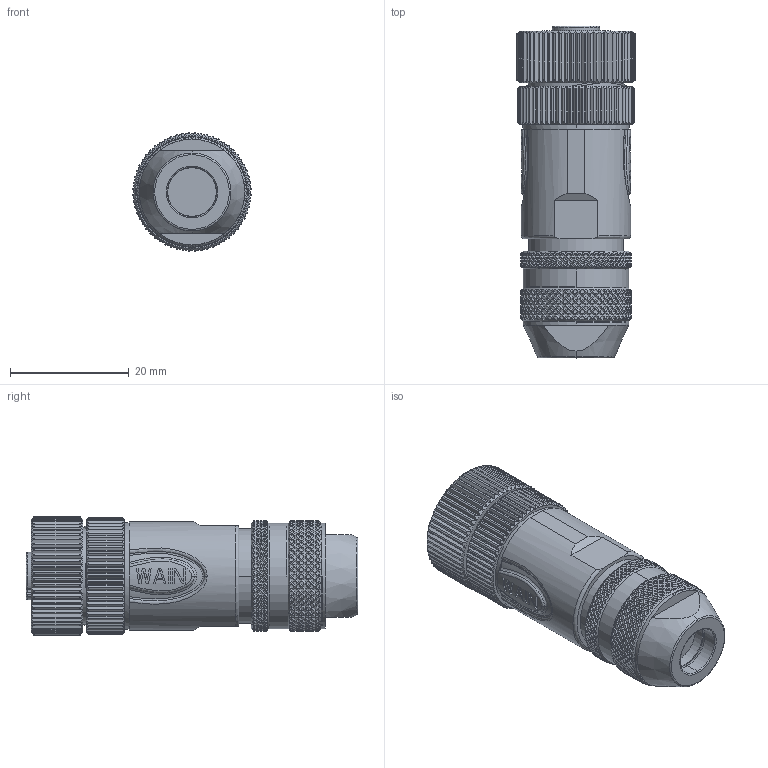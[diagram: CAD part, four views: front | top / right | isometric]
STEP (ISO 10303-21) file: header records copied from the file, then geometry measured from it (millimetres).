
FILE_DESCRIPTION((''),'2;1');
FILE_NAME('2D_1630034232501_M12-FST03A-T-D','2024-03-16T',('12262'),(''),'PRO/ENGINEER BY PARAMETRIC TECHNOLOGY CORPORATION, 2012480','PRO/ENGINEER BY PARAMETRIC TECHNOLOGY CORPORATION, 2012480','');
FILE_SCHEMA(('CONFIG_CONTROL_DESIGN'));
Products named in the file (1): 2D_1630034232501_M12-FST03A-T-D
Bounding box: 19.98 x 56 x 19.98 mm (x, y, z)
Volume: 13610.6 mm3; surface area: 5745.7 mm2
Topology: 1 solids, 1 shells, 5774 faces, 13412 edges, 7679 vertices
Faces by surface type: cylinder 4946, plane 504, cone 275, bspline 26, torus 16, extrusion 5, sphere 2
Entity records: 190806 total; most frequent: CARTESIAN_POINT 84025, ORIENTED_EDGE 26824, DIRECTION 14444, EDGE_CURVE 13412, B_SPLINE_CURVE_WITH_KNOTS 11364, VERTEX_POINT 7679, AXIS2_PLACEMENT_3D 6643, EDGE_LOOP 5813
